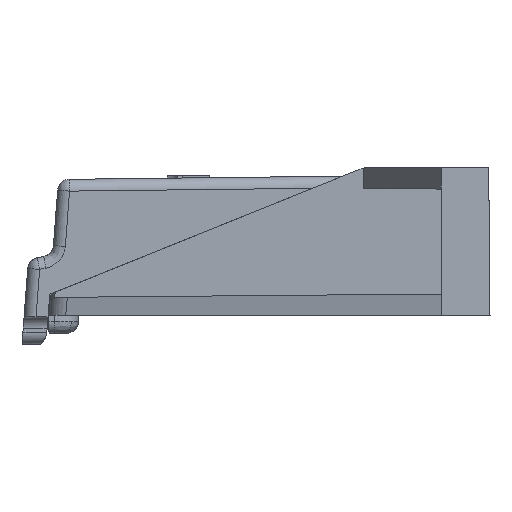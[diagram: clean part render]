
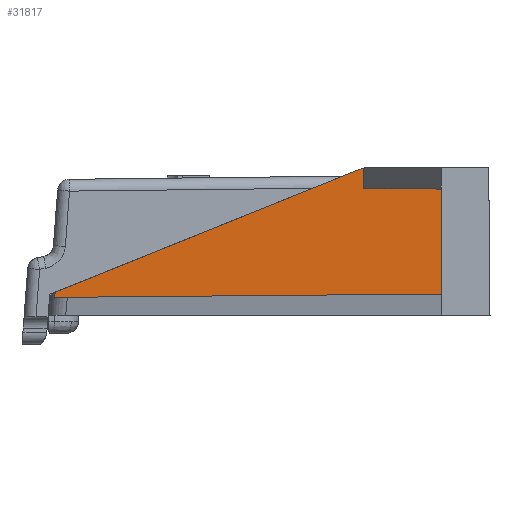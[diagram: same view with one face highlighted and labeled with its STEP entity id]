
A CAD part, left-side view. The second image highlights one B-rep face of the part: STEP entity #31817.
In plain terms, the highlighted planar face has unit normal (-1, 0.009, 0).
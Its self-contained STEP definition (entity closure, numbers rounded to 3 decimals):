
#96 = EDGE_CURVE ( 'NONE', #8681, #20480, #27542, .T. ) ;
#1172 = CARTESIAN_POINT ( 'NONE',  ( -44.842, 0.147, 12.33 ) ) ;
#2204 = EDGE_CURVE ( 'NONE', #17778, #25779, #7090, .T. ) ;
#3259 = VECTOR ( 'NONE', #26810, 1000. ) ;
#3779 = EDGE_CURVE ( 'NONE', #20480, #25779, #21276, .T. ) ;
#3964 = DIRECTION ( 'NONE',  ( 0., 0., -1. ) ) ;
#4411 = CARTESIAN_POINT ( 'NONE',  ( -44.9, -6.5, 1.8 ) ) ;
#4834 = DIRECTION ( 'NONE',  ( -0.009, -1., 0.009 ) ) ;
#5830 = EDGE_CURVE ( 'NONE', #17778, #14753, #40148, .T. ) ;
#5870 = ORIENTED_EDGE ( 'NONE', *, *, #2204, .F. ) ;
#6248 =( BOUNDED_CURVE ( )  B_SPLINE_CURVE ( 3, ( #16164, #1172, #16580, #17004 ),
 .UNSPECIFIED., .F., .F. ) 
 B_SPLINE_CURVE_WITH_KNOTS ( ( 4, 4 ),
 ( 4.927, 5.096 ),
 .UNSPECIFIED. ) 
 CURVE ( )  GEOMETRIC_REPRESENTATION_ITEM ( )  RATIONAL_B_SPLINE_CURVE ( ( 1., 0.998, 0.998, 1. ) ) 
 REPRESENTATION_ITEM ( '' )  );
#7090 = LINE ( 'NONE', #26466, #36474 ) ;
#8097 = CARTESIAN_POINT ( 'NONE',  ( -44.617, 25.944, 1.662 ) ) ;
#8330 = ORIENTED_EDGE ( 'NONE', *, *, #5830, .T. ) ;
#8681 = VERTEX_POINT ( 'NONE', #13303 ) ;
#8728 = DIRECTION ( 'NONE',  ( 0.008, 0.927, -0.374 ) ) ;
#9730 = CARTESIAN_POINT ( 'NONE',  ( -44.9, -6.5, 10.6 ) ) ;
#11213 = CARTESIAN_POINT ( 'NONE',  ( -44.617, 25.922, 1.952 ) ) ;
#11435 = LINE ( 'NONE', #37301, #20002 ) ;
#12162 = CARTESIAN_POINT ( 'NONE',  ( -44.617, 25.955, 1.517 ) ) ;
#13303 = CARTESIAN_POINT ( 'NONE',  ( -44.617, 25.922, 1.952 ) ) ;
#13577 = PLANE ( 'NONE',  #22703 ) ;
#14088 = VECTOR ( 'NONE', #22769, 1000. ) ;
#14524 = CARTESIAN_POINT ( 'NONE',  ( -44.843, 0.037, 12.354 ) ) ;
#14753 = VERTEX_POINT ( 'NONE', #27644 ) ;
#16164 = CARTESIAN_POINT ( 'NONE',  ( -44.843, 0.037, 12.354 ) ) ;
#16580 = CARTESIAN_POINT ( 'NONE',  ( -44.841, 0.255, 12.297 ) ) ;
#17004 = CARTESIAN_POINT ( 'NONE',  ( -44.84, 0.36, 12.255 ) ) ;
#17072 = ORIENTED_EDGE ( 'NONE', *, *, #18782, .T. ) ;
#17778 = VERTEX_POINT ( 'NONE', #9730 ) ;
#18782 = EDGE_CURVE ( 'NONE', #23163, #8681, #11435, .T. ) ;
#18843 = ORIENTED_EDGE ( 'NONE', *, *, #3779, .T. ) ;
#19008 = ORIENTED_EDGE ( 'NONE', *, *, #28595, .T. ) ;
#20002 = VECTOR ( 'NONE', #8728, 1000. ) ;
#20071 = CARTESIAN_POINT ( 'NONE',  ( -44.843, 0.037, 10.6 ) ) ;
#20480 = VERTEX_POINT ( 'NONE', #12162 ) ;
#20830 = CARTESIAN_POINT ( 'NONE',  ( -44.617, 25.955, 1.517 ) ) ;
#20883 = CARTESIAN_POINT ( 'NONE',  ( -44.897, -6.108, 1.797 ) ) ;
#21276 = LINE ( 'NONE', #20883, #37749 ) ;
#22703 = AXIS2_PLACEMENT_3D ( 'NONE', #23773, #39624, #33174 ) ;
#22769 = DIRECTION ( 'NONE',  ( 0., 0., 1. ) ) ;
#23139 = CARTESIAN_POINT ( 'NONE',  ( -44.84, 0.36, 12.255 ) ) ;
#23163 = VERTEX_POINT ( 'NONE', #23139 ) ;
#23773 = CARTESIAN_POINT ( 'NONE',  ( -44.9, -6.5, 0. ) ) ;
#25779 = VERTEX_POINT ( 'NONE', #4411 ) ;
#26109 = LINE ( 'NONE', #20071, #14088 ) ;
#26466 = CARTESIAN_POINT ( 'NONE',  ( -44.9, -6.5, 0. ) ) ;
#26810 = DIRECTION ( 'NONE',  ( 0.009, 1., 0.009 ) ) ;
#27542 =( BOUNDED_CURVE ( )  B_SPLINE_CURVE ( 3, ( #11213, #36669, #8097, #20830 ),
 .UNSPECIFIED., .F., .F. ) 
 B_SPLINE_CURVE_WITH_KNOTS ( ( 4, 4 ),
 ( 2.192, 2.196 ),
 .UNSPECIFIED. ) 
 CURVE ( )  GEOMETRIC_REPRESENTATION_ITEM ( )  RATIONAL_B_SPLINE_CURVE ( ( 1., 1., 1., 1. ) ) 
 REPRESENTATION_ITEM ( '' )  );
#27644 = CARTESIAN_POINT ( 'NONE',  ( -44.843, 0.037, 10.657 ) ) ;
#28172 = EDGE_CURVE ( 'NONE', #33450, #23163, #6248, .T. ) ;
#28595 = EDGE_CURVE ( 'NONE', #14753, #33450, #26109, .T. ) ;
#29403 = FACE_OUTER_BOUND ( 'NONE', #30351, .T. ) ;
#30351 = EDGE_LOOP ( 'NONE', ( #19008, #40853, #17072, #33640, #18843, #5870, #8330 ) ) ;
#31817 = ADVANCED_FACE ( 'NONE', ( #29403 ), #13577, .T. ) ;
#33174 = DIRECTION ( 'NONE',  ( -0.009, -1., 0. ) ) ;
#33450 = VERTEX_POINT ( 'NONE', #14524 ) ;
#33640 = ORIENTED_EDGE ( 'NONE', *, *, #96, .T. ) ;
#36474 = VECTOR ( 'NONE', #3964, 1000. ) ;
#36613 = CARTESIAN_POINT ( 'NONE',  ( -44.897, -6.108, 10.603 ) ) ;
#36669 = CARTESIAN_POINT ( 'NONE',  ( -44.617, 25.933, 1.807 ) ) ;
#37301 = CARTESIAN_POINT ( 'NONE',  ( -44.806, 4.299, 10.667 ) ) ;
#37749 = VECTOR ( 'NONE', #4834, 1000. ) ;
#39624 = DIRECTION ( 'NONE',  ( -1., 0.009, 0. ) ) ;
#40148 = LINE ( 'NONE', #36613, #3259 ) ;
#40853 = ORIENTED_EDGE ( 'NONE', *, *, #28172, .T. ) ;
